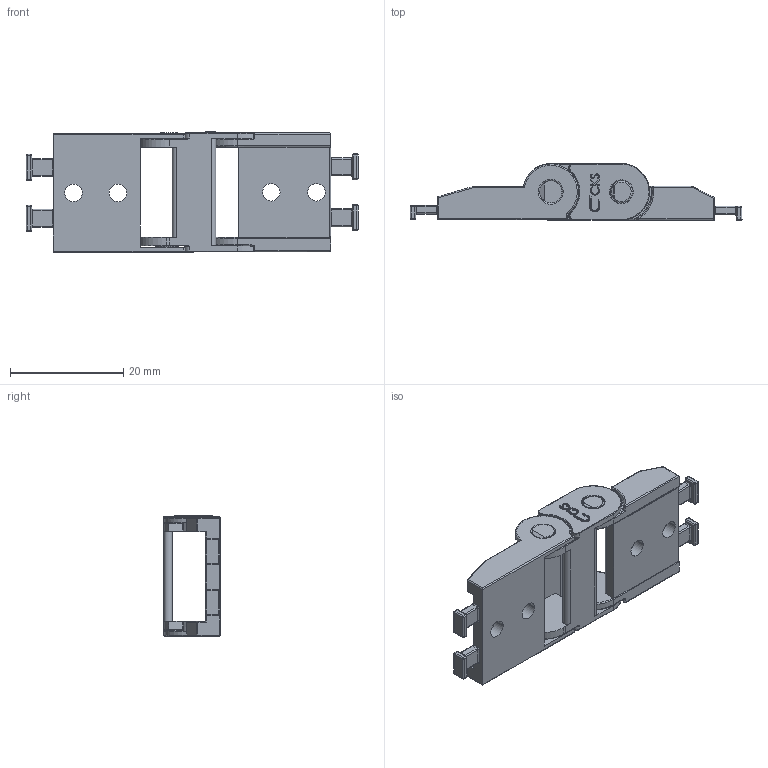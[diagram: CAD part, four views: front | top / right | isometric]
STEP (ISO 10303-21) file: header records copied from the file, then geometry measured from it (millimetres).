
FILE_DESCRIPTION (( 'STEP AP214' ), '1' );
FILE_NAME ('CK07-F016 AYAK.STEP', '2022-09-07T07:20:40', ( '' ), ( '' ), 'SwSTEP 2.0', 'SolidWorks 2017', '' );
FILE_SCHEMA (( 'AUTOMOTIVE_DESIGN' ));
Length unit declared in the file: millimetre
Products named in the file (5): CK07-F016-F18_1; Montaj3^CK07-F016  AYAK; CK07-16 DY?Y AYAK YENY; CK07-F016  AYAK; CK07-16 ERKEK AYAK YENY
Assembly tree (4 placements, depth 3):
  CK07-F016  AYAK
    Montaj3^CK07-F016  AYAK
      CK07-F016-F18_1
      CK07-16 DY?Y AYAK YENY
      CK07-16 ERKEK AYAK YENY
Bounding box: 58.75 x 10.05 x 21.3 mm (x, y, z)
Volume: 3313.7 mm3; surface area: 4491.3 mm2
Topology: 3 solids, 3 shells, 600 faces, 1465 edges, 847 vertices
Faces by surface type: cylinder 251, bspline 186, plane 155, cone 8
Entity records: 28637 total; most frequent: CARTESIAN_POINT 8867, ORIENTED_EDGE 2842, DIRECTION 2594, EDGE_CURVE 1421, AXIS2_PLACEMENT_3D 975, VERTEX_POINT 847, LINE 644, VECTOR 644
